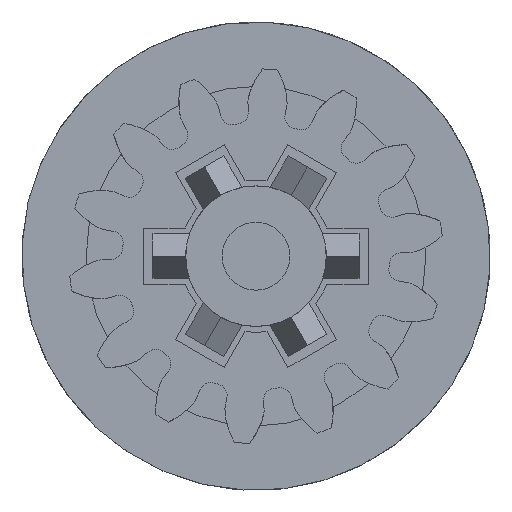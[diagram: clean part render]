
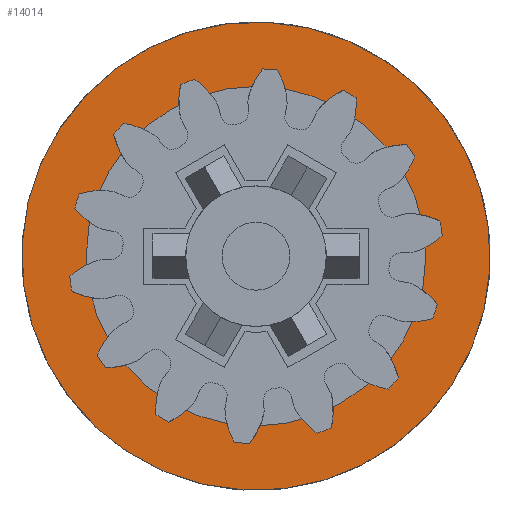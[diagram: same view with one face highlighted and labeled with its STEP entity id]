
A CAD part, left-side view. The second image highlights one B-rep face of the part: STEP entity #14014.
In plain terms, the highlighted planar face has unit normal (-1, 0, 0).
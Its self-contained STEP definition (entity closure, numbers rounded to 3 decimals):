
#12776 = VERTEX_POINT('',#12777);
#12777 = CARTESIAN_POINT('',(-12.246,0.,
    7.615));
#12793 = EDGE_CURVE('',#12776,#12776,#12794,.T.);
#12794 = CIRCLE('',#12795,3.625);
#12795 = AXIS2_PLACEMENT_3D('',#12796,#12797,#12798);
#12796 = CARTESIAN_POINT('',(-12.246,0.,
    3.99));
#12797 = DIRECTION('',(1.,-0.,0.));
#12798 = DIRECTION('',(0.,0.,-1.));
#13738 = EDGE_CURVE('',#13739,#13739,#13741,.T.);
#13739 = VERTEX_POINT('',#13740);
#13740 = CARTESIAN_POINT('',(-12.246,3.,7.99));
#13741 = CIRCLE('',#13742,5.);
#13742 = AXIS2_PLACEMENT_3D('',#13743,#13744,#13745);
#13743 = CARTESIAN_POINT('',(-12.246,0.,3.99));
#13744 = DIRECTION('',(-1.,0.,0.));
#13745 = DIRECTION('',(0.,0.,-1.));
#14014 = ADVANCED_FACE('',(#14015,#14018),#14021,.T.);
#14015 = FACE_BOUND('',#14016,.T.);
#14016 = EDGE_LOOP('',(#14017));
#14017 = ORIENTED_EDGE('',*,*,#13738,.T.);
#14018 = FACE_BOUND('',#14019,.T.);
#14019 = EDGE_LOOP('',(#14020));
#14020 = ORIENTED_EDGE('',*,*,#12793,.T.);
#14021 = PLANE('',#14022);
#14022 = AXIS2_PLACEMENT_3D('',#14023,#14024,#14025);
#14023 = CARTESIAN_POINT('',(-12.246,0.,3.99));
#14024 = DIRECTION('',(-1.,0.,0.));
#14025 = DIRECTION('',(0.,0.,-1.));
